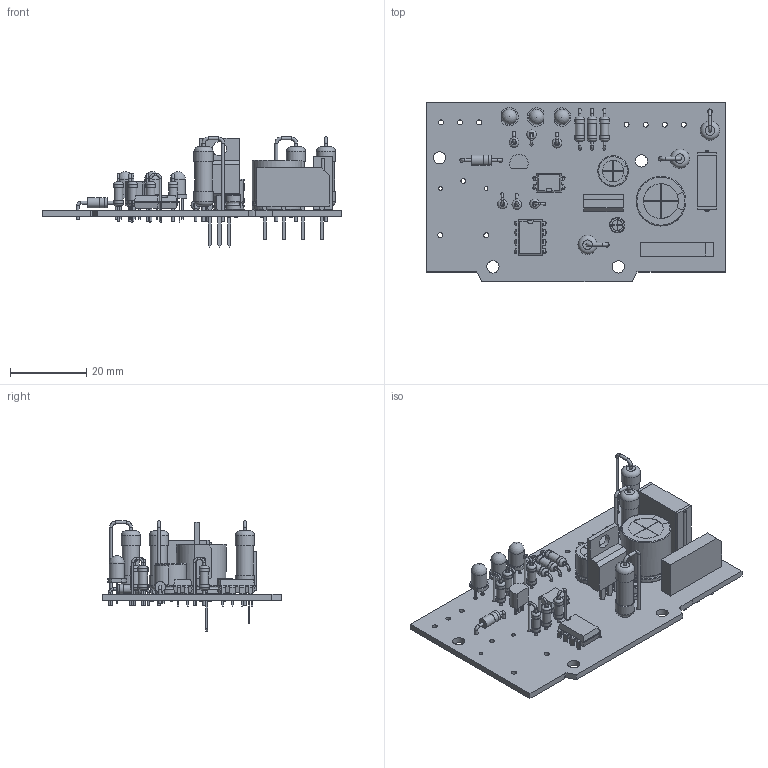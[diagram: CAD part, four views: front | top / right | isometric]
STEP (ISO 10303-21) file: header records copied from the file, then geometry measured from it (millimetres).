
FILE_DESCRIPTION(('KiCad electronic assembly'),'2;1');
FILE_NAME('Elevator_FirePanel Board.step','2019-09-24T14:47:03',( 'An Author'),('A Company'),'Open CASCADE STEP processor 6.9', 'KiCad to STEP converter','Unknown');
FILE_SCHEMA(('AUTOMOTIVE_DESIGN { 1 0 10303 214 1 1 1 1 }'));
Length unit declared in the file: millimetre
Products named in the file (30): Open CASCADE STEP translator 6.9 1; DIP-8_W7.62mm; SOLID; CP_Radial_D13.0mm_P7.50mm; Diode_Bridge_19.0x3.5x10.0mm_P5.0mm; R_Axial_DIN0516_L15.5mm_D5.0mm_P5.08mm_Vertical; C_Rect_L16.5mm_W5.0mm_P15.00mm_MKT; CP_Radial_D8.0mm_P3.50mm; CP_Radial_D4.0mm_P2.00mm; TO-92_Inline; DIP-4_W7.62mm; TO-220-3_Vertical; D_DO-41_SOD81_P10.16mm_Horizontal; R_Axial_DIN0207_L6.3mm_D2.5mm_P10.16mm_Horizontal; R_Axial_DIN0207_L6.3mm_D2.5mm_P2.54mm_Vertical; LED_D4.0mm; COMPOUND
Assembly tree (40 placements, depth 3):
  Open CASCADE STEP translator 6.9 1
    DIP-8_W7.62mm
      SOLID
    CP_Radial_D13.0mm_P7.50mm
      SOLID
    Diode_Bridge_19.0x3.5x10.0mm_P5.0mm
      SOLID
    R_Axial_DIN0516_L15.5mm_D5.0mm_P5.08mm_Vertical  x3
      SOLID
    C_Rect_L16.5mm_W5.0mm_P15.00mm_MKT
      SOLID
    CP_Radial_D8.0mm_P3.50mm
      SOLID
    CP_Radial_D4.0mm_P2.00mm
      SOLID
    TO-92_Inline
      SOLID
    DIP-4_W7.62mm
      SOLID
    TO-220-3_Vertical
      SOLID
    D_DO-41_SOD81_P10.16mm_Horizontal
      SOLID
    R_Axial_DIN0207_L6.3mm_D2.5mm_P10.16mm_Horizontal  x3
      SOLID
    R_Axial_DIN0207_L6.3mm_D2.5mm_P2.54mm_Vertical  x6
      SOLID
    LED_D4.0mm  x3
      SOLID
    COMPOUND
Bounding box: 78.56 x 46.99 x 28.85 mm (x, y, z)
Volume: 11725.5 mm3; surface area: 14083.3 mm2
Topology: 26 solids, 29 shells, 877 faces, 2071 edges, 1325 vertices
Faces by surface type: plane 494, cylinder 249, bspline 58, torus 56, revolution 17, sphere 3
Full cylindrical faces by diameter (mm): 0.3 x2, 0.5 x2, 0.6 x38, 0.75 x3, 0.8 x50, 0.9 x8, 1 x6, 1.1 x7, 1.2 x8, 1.3 x10, 2.25 x9, 2.5 x18, 2.7 x2, 2.72 x1, 3.2 x4, 3.735 x1, 4 x3, 4.5 x3, 5 x6
Entity records: 55579 total; most frequent: CARTESIAN_POINT 15280, DIRECTION 6572, LINE 4023, VECTOR 4023, ORIENTED_EDGE 3510, PCURVE 3510, DEFINITIONAL_REPRESENTATION 3510, EDGE_CURVE 1755
